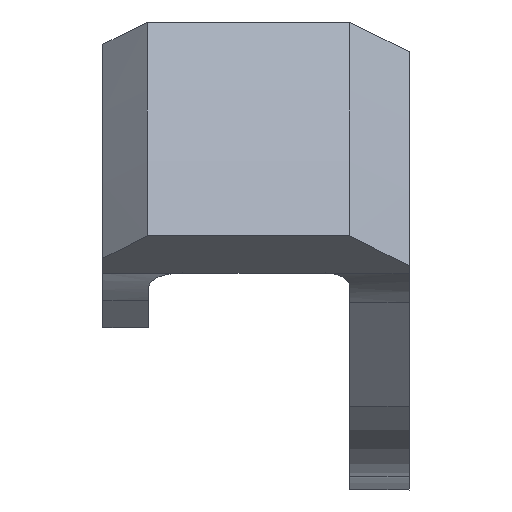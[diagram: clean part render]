
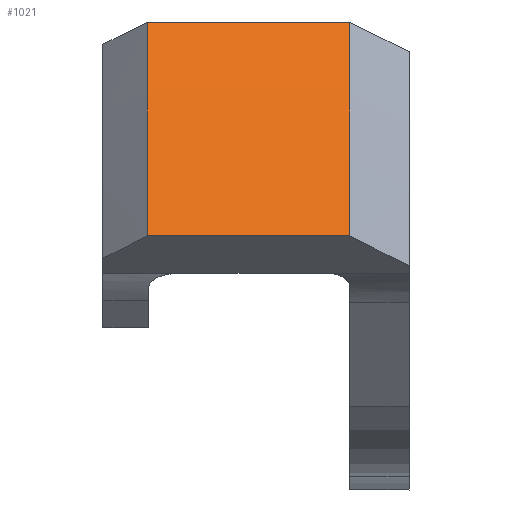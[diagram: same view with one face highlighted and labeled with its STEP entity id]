
A CAD part, left-side view. The second image highlights one B-rep face of the part: STEP entity #1021.
In plain terms, the highlighted cylindrical face has radius 41.35 mm (diameter 82.7 mm), a partial arc.
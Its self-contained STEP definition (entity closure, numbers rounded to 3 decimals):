
#5 = EDGE_LOOP ( 'NONE', ( #1343, #385, #730, #767 ) ) ;
#42 = LINE ( 'NONE', #404, #1107 ) ;
#67 = VECTOR ( 'NONE', #1245, 1000. ) ;
#78 = VERTEX_POINT ( 'NONE', #638 ) ;
#121 = CARTESIAN_POINT ( 'NONE',  ( -38.047, 2.4, 16.193 ) ) ;
#137 = AXIS2_PLACEMENT_3D ( 'NONE', #1521, #1150, #301 ) ;
#141 = DIRECTION ( 'NONE',  ( 0., -1., 0. ) ) ;
#158 = DIRECTION ( 'NONE',  ( 0., -1., 0. ) ) ;
#188 = CARTESIAN_POINT ( 'NONE',  ( -33.047, 10.6, 24.853 ) ) ;
#277 = CARTESIAN_POINT ( 'NONE',  ( 0., 12.4, 0. ) ) ;
#301 = DIRECTION ( 'NONE',  ( 0., 0., -1. ) ) ;
#333 = VERTEX_POINT ( 'NONE', #994 ) ;
#385 = ORIENTED_EDGE ( 'NONE', *, *, #1317, .T. ) ;
#403 = VERTEX_POINT ( 'NONE', #121 ) ;
#404 = CARTESIAN_POINT ( 'NONE',  ( -38.047, 12.4, 16.193 ) ) ;
#414 = LINE ( 'NONE', #503, #67 ) ;
#503 = CARTESIAN_POINT ( 'NONE',  ( -33.047, 12.4, 24.853 ) ) ;
#610 = VERTEX_POINT ( 'NONE', #188 ) ;
#616 = AXIS2_PLACEMENT_3D ( 'NONE', #1289, #955, #827 ) ;
#638 = CARTESIAN_POINT ( 'NONE',  ( -38.047, 10.6, 16.193 ) ) ;
#730 = ORIENTED_EDGE ( 'NONE', *, *, #1012, .T. ) ;
#767 = ORIENTED_EDGE ( 'NONE', *, *, #795, .T. ) ;
#795 = EDGE_CURVE ( 'NONE', #403, #333, #867, .T. ) ;
#827 = DIRECTION ( 'NONE',  ( 0., 0., -1. ) ) ;
#867 = CIRCLE ( 'NONE', #137, 41.35 ) ;
#955 = DIRECTION ( 'NONE',  ( 0., -1., 0. ) ) ;
#963 = EDGE_CURVE ( 'NONE', #610, #333, #414, .T. ) ;
#989 = DIRECTION ( 'NONE',  ( 0., 0., -1. ) ) ;
#994 = CARTESIAN_POINT ( 'NONE',  ( -33.047, 2.4, 24.853 ) ) ;
#1012 = EDGE_CURVE ( 'NONE', #78, #403, #42, .T. ) ;
#1021 = ADVANCED_FACE ( 'NONE', ( #1108 ), #1367, .T. ) ;
#1107 = VECTOR ( 'NONE', #141, 1000. ) ;
#1108 = FACE_OUTER_BOUND ( 'NONE', #5, .T. ) ;
#1150 = DIRECTION ( 'NONE',  ( 0., 1., 0. ) ) ;
#1245 = DIRECTION ( 'NONE',  ( 0., -1., 0. ) ) ;
#1289 = CARTESIAN_POINT ( 'NONE',  ( 0., 10.6, 0. ) ) ;
#1297 = CIRCLE ( 'NONE', #616, 41.35 ) ;
#1310 = AXIS2_PLACEMENT_3D ( 'NONE', #277, #158, #989 ) ;
#1317 = EDGE_CURVE ( 'NONE', #610, #78, #1297, .T. ) ;
#1343 = ORIENTED_EDGE ( 'NONE', *, *, #963, .F. ) ;
#1367 = CYLINDRICAL_SURFACE ( 'NONE', #1310, 41.35 ) ;
#1521 = CARTESIAN_POINT ( 'NONE',  ( 0., 2.4, 0. ) ) ;
